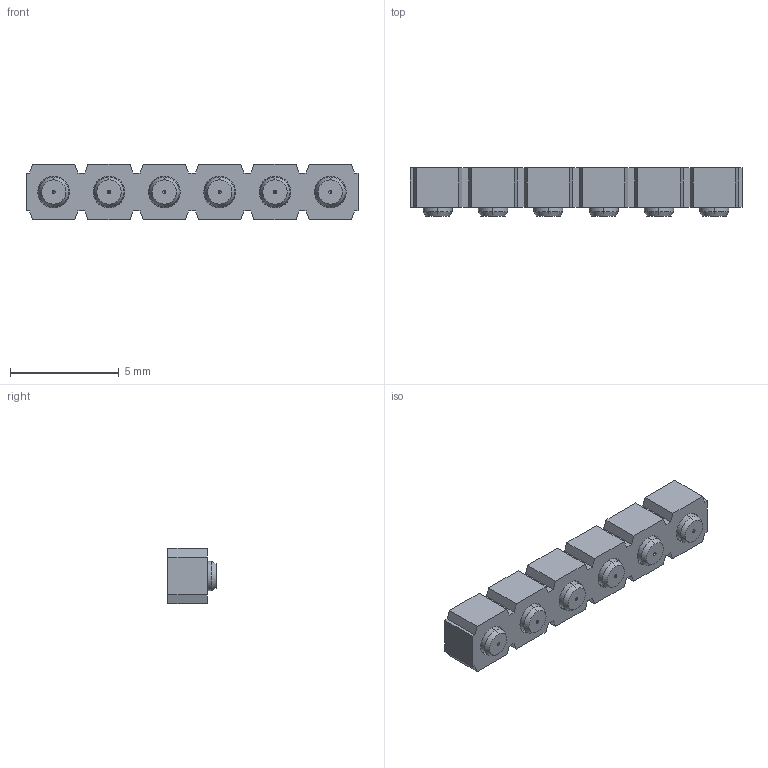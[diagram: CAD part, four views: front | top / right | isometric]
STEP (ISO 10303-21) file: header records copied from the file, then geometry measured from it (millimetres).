
FILE_DESCRIPTION (( 'STEP AP214' ), '1' );
FILE_NAME ('mill-max-319-10-106-30-055000.step', '2020-01-14T08:24:22', ( '' ), ( '' ), 'SwSTEP 2.0', 'SolidWorks 2019', '' );
FILE_SCHEMA (( 'AUTOMOTIVE_DESIGN' ));
Length unit declared in the file: inch
Products named in the file (3): mill-max-319-10-106-30-055000_1955_1955-0-00-15-00-00-03-0; mill-max-319-10-106-30-055000; mill-max-319-10-106-30-055000_P3XX-11-011-00-000000_P306-11-011-00-000000
Assembly tree (7 placements, depth 2):
  mill-max-319-10-106-30-055000
    mill-max-319-10-106-30-055000_P3XX-11-011-00-000000_P306-11-011-00-000000
    mill-max-319-10-106-30-055000_1955_1955-0-00-15-00-00-03-0  x6
Bounding box: 15.24 x 2.21 x 2.54 mm (x, y, z)
Volume: 64.5 mm3; surface area: 271 mm2
Topology: 7 solids, 7 shells, 210 faces, 480 edges, 302 vertices
Faces by surface type: plane 90, cylinder 72, cone 48
Entity records: 3362 total; most frequent: DIRECTION 570, CARTESIAN_POINT 560, ORIENTED_EDGE 536, EDGE_CURVE 268, LINE 196, VECTOR 196, AXIS2_PLACEMENT_3D 187, VERTEX_POINT 177
